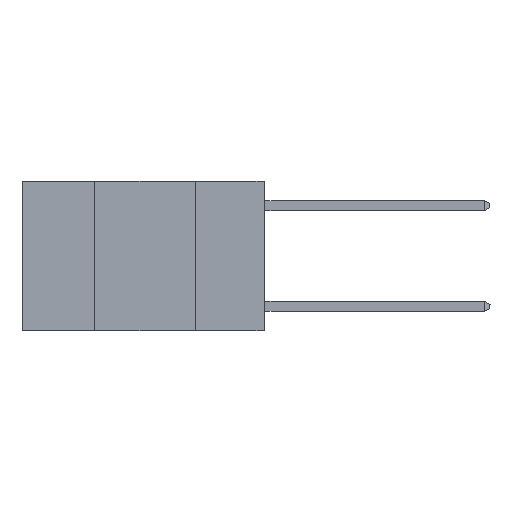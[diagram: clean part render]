
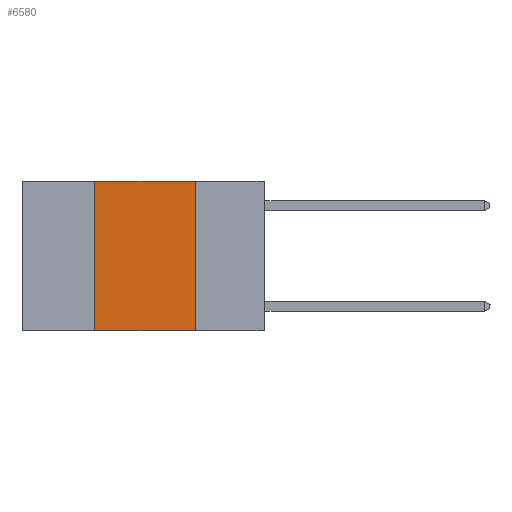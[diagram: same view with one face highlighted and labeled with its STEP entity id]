
A CAD part, left-side view. The second image highlights one B-rep face of the part: STEP entity #6580.
In plain terms, the highlighted planar face has unit normal (-1, 0, 0).
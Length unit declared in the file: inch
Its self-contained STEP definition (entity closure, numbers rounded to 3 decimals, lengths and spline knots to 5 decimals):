
#831 = EDGE_CURVE ( 'NONE', #16642, #9281, #13869, .T. ) ;
#1019 = DIRECTION ( 'NONE',  ( 0., -1., 0. ) ) ;
#1143 = ORIENTED_EDGE ( 'NONE', *, *, #831, .F. ) ;
#1783 = CARTESIAN_POINT ( 'NONE',  ( 0., 0.6, 0. ) ) ;
#2748 = LINE ( 'NONE', #16973, #11149 ) ;
#4667 = AXIS2_PLACEMENT_3D ( 'NONE', #1783, #6538, #17551 ) ;
#4813 = ORIENTED_EDGE ( 'NONE', *, *, #10141, .F. ) ;
#4976 = PLANE ( 'NONE',  #4667 ) ;
#6302 = CARTESIAN_POINT ( 'NONE',  ( 0., 0.17, 0. ) ) ;
#6538 = DIRECTION ( 'NONE',  ( 1., 0., 0. ) ) ;
#6580 = ADVANCED_FACE ( 'NONE', ( #18694 ), #4976, .F. ) ;
#7946 = VECTOR ( 'NONE', #13450, 39.37008 ) ;
#8236 = CARTESIAN_POINT ( 'NONE',  ( 0., 0.42, -0.37 ) ) ;
#8582 = ORIENTED_EDGE ( 'NONE', *, *, #11176, .T. ) ;
#8604 = CARTESIAN_POINT ( 'NONE',  ( 0., 0.17, -0.37 ) ) ;
#9281 = VERTEX_POINT ( 'NONE', #6302 ) ;
#10141 = EDGE_CURVE ( 'NONE', #9281, #12044, #12161, .T. ) ;
#11149 = VECTOR ( 'NONE', #18511, 39.37008 ) ;
#11176 = EDGE_CURVE ( 'NONE', #17671, #12044, #17994, .T. ) ;
#11326 = CARTESIAN_POINT ( 'NONE',  ( 0., 0.6, -0.37 ) ) ;
#12044 = VERTEX_POINT ( 'NONE', #8604 ) ;
#12161 = LINE ( 'NONE', #18075, #7946 ) ;
#12788 = ORIENTED_EDGE ( 'NONE', *, *, #20063, .F. ) ;
#13450 = DIRECTION ( 'NONE',  ( 0., 0., -1. ) ) ;
#13744 = CARTESIAN_POINT ( 'NONE',  ( 0., 0.6, 0. ) ) ;
#13840 = VECTOR ( 'NONE', #14424, 39.37008 ) ;
#13869 = LINE ( 'NONE', #13744, #17526 ) ;
#14424 = DIRECTION ( 'NONE',  ( 0., -1., 0. ) ) ;
#16642 = VERTEX_POINT ( 'NONE', #18224 ) ;
#16929 = EDGE_LOOP ( 'NONE', ( #4813, #1143, #12788, #8582 ) ) ;
#16973 = CARTESIAN_POINT ( 'NONE',  ( 0., 0.42, 0. ) ) ;
#17526 = VECTOR ( 'NONE', #1019, 39.37008 ) ;
#17551 = DIRECTION ( 'NONE',  ( 0., 0., -1. ) ) ;
#17671 = VERTEX_POINT ( 'NONE', #8236 ) ;
#17994 = LINE ( 'NONE', #11326, #13840 ) ;
#18075 = CARTESIAN_POINT ( 'NONE',  ( 0., 0.17, 0. ) ) ;
#18224 = CARTESIAN_POINT ( 'NONE',  ( 0., 0.42, 0. ) ) ;
#18511 = DIRECTION ( 'NONE',  ( 0., 0., 1. ) ) ;
#18694 = FACE_OUTER_BOUND ( 'NONE', #16929, .T. ) ;
#20063 = EDGE_CURVE ( 'NONE', #17671, #16642, #2748, .T. ) ;
